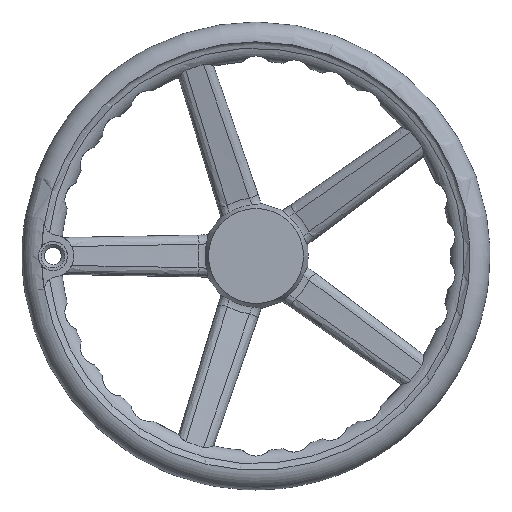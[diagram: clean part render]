
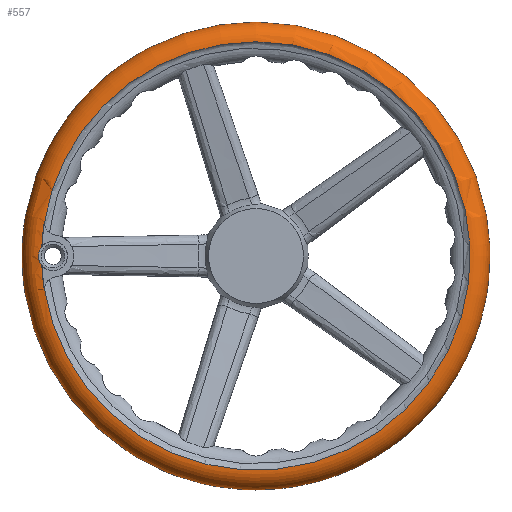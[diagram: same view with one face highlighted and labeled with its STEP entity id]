
A CAD part, left-side view. The second image highlights one B-rep face of the part: STEP entity #557.
In plain terms, the highlighted toroidal (fillet/blend) face has major radius 162.362 mm and minor radius 15 mm.
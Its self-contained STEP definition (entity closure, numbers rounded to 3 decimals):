
#557=ADVANCED_FACE('',(#937,#938),#718,.T.);
#718=TOROIDAL_SURFACE('',#2883,162.362,15.);
#733=B_SPLINE_CURVE_WITH_KNOTS('',3,(#3772,#3773,#3774,#3775),.UNSPECIFIED.,
.F.,.F.,(4,4),(0.,1.),.UNSPECIFIED.);
#734=B_SPLINE_CURVE_WITH_KNOTS('',3,(#3779,#3780,#3781,#3782,#3783,#3784),
.UNSPECIFIED.,.F.,.F.,(4,2,4),(0.,0.5,1.),.UNSPECIFIED.);
#735=B_SPLINE_CURVE_WITH_KNOTS('',3,(#3788,#3789,#3790,#3791),.UNSPECIFIED.,
.F.,.F.,(4,4),(0.,1.),.UNSPECIFIED.);
#937=FACE_BOUND('',#963,.T.);
#938=FACE_BOUND('',#964,.T.);
#963=EDGE_LOOP('',(#1143));
#964=EDGE_LOOP('',(#1144,#1145,#1146,#1147,#1148,#1149,#1150,#1151,#1152,
#1153,#1154,#1155));
#1143=ORIENTED_EDGE('',*,*,#2290,.T.);
#1144=ORIENTED_EDGE('',*,*,#2291,.F.);
#1145=ORIENTED_EDGE('',*,*,#2292,.T.);
#1146=ORIENTED_EDGE('',*,*,#2293,.T.);
#1147=ORIENTED_EDGE('',*,*,#2294,.T.);
#1148=ORIENTED_EDGE('',*,*,#2295,.T.);
#1149=ORIENTED_EDGE('',*,*,#2296,.T.);
#1150=ORIENTED_EDGE('',*,*,#2297,.T.);
#1151=ORIENTED_EDGE('',*,*,#2298,.T.);
#1152=ORIENTED_EDGE('',*,*,#2299,.T.);
#1153=ORIENTED_EDGE('',*,*,#2300,.T.);
#1154=ORIENTED_EDGE('',*,*,#2301,.F.);
#1155=ORIENTED_EDGE('',*,*,#2302,.F.);
#2009=VERTEX_POINT('',#3764);
#2010=VERTEX_POINT('',#3766);
#2011=VERTEX_POINT('',#3767);
#2012=VERTEX_POINT('',#3769);
#2013=VERTEX_POINT('',#3771);
#2014=VERTEX_POINT('',#3776);
#2015=VERTEX_POINT('',#3778);
#2016=VERTEX_POINT('',#3785);
#2017=VERTEX_POINT('',#3787);
#2018=VERTEX_POINT('',#3792);
#2019=VERTEX_POINT('',#3794);
#2020=VERTEX_POINT('',#3796);
#2021=VERTEX_POINT('',#3798);
#2290=EDGE_CURVE('',#2009,#2009,#2723,.T.);
#2291=EDGE_CURVE('',#2010,#2011,#2724,.T.);
#2292=EDGE_CURVE('',#2010,#2012,#2725,.T.);
#2293=EDGE_CURVE('',#2012,#2013,#2726,.T.);
#2294=EDGE_CURVE('',#2013,#2014,#733,.T.);
#2295=EDGE_CURVE('',#2014,#2015,#2727,.T.);
#2296=EDGE_CURVE('',#2015,#2016,#734,.T.);
#2297=EDGE_CURVE('',#2016,#2017,#2728,.T.);
#2298=EDGE_CURVE('',#2017,#2018,#735,.T.);
#2299=EDGE_CURVE('',#2018,#2019,#2729,.T.);
#2300=EDGE_CURVE('',#2019,#2020,#2730,.T.);
#2301=EDGE_CURVE('',#2021,#2020,#2731,.T.);
#2302=EDGE_CURVE('',#2011,#2021,#2732,.T.);
#2723=CIRCLE('',#2873,162.362);
#2724=CIRCLE('',#2874,162.348);
#2725=CIRCLE('',#2875,11.05);
#2726=CIRCLE('',#2876,162.362);
#2727=CIRCLE('',#2877,162.5);
#2728=CIRCLE('',#2878,162.5);
#2729=CIRCLE('',#2879,162.362);
#2730=CIRCLE('',#2880,11.05);
#2731=CIRCLE('',#2881,162.348);
#2732=CIRCLE('',#2882,162.348);
#2873=AXIS2_PLACEMENT_3D('',#3763,#3144,#3145);
#2874=AXIS2_PLACEMENT_3D('',#3765,#3146,#3147);
#2875=AXIS2_PLACEMENT_3D('',#3768,#3148,#3149);
#2876=AXIS2_PLACEMENT_3D('',#3770,#3150,#3151);
#2877=AXIS2_PLACEMENT_3D('',#3777,#3152,#3153);
#2878=AXIS2_PLACEMENT_3D('',#3786,#3154,#3155);
#2879=AXIS2_PLACEMENT_3D('',#3793,#3156,#3157);
#2880=AXIS2_PLACEMENT_3D('',#3795,#3158,#3159);
#2881=AXIS2_PLACEMENT_3D('',#3797,#3160,#3161);
#2882=AXIS2_PLACEMENT_3D('',#3799,#3162,#3163);
#2883=AXIS2_PLACEMENT_3D('',#3800,#3164,#3165);
#3144=DIRECTION('',(-1.,0.,0.));
#3145=DIRECTION('',(0.,0.,1.));
#3146=DIRECTION('',(-1.,0.,0.));
#3147=DIRECTION('',(0.,0.,1.));
#3148=DIRECTION('',(1.,0.,0.));
#3149=DIRECTION('',(0.,0.,-1.));
#3150=DIRECTION('',(-1.,0.,0.));
#3151=DIRECTION('',(0.,0.,1.));
#3152=DIRECTION('',(1.,0.,0.));
#3153=DIRECTION('',(0.,0.,-1.));
#3154=DIRECTION('',(1.,0.,0.));
#3155=DIRECTION('',(0.,0.,-1.));
#3156=DIRECTION('',(-1.,0.,0.));
#3157=DIRECTION('',(0.,0.,1.));
#3158=DIRECTION('',(1.,0.,0.));
#3159=DIRECTION('',(0.,0.,-1.));
#3160=DIRECTION('',(-1.,0.,0.));
#3161=DIRECTION('',(0.,0.,1.));
#3162=DIRECTION('',(-1.,0.,0.));
#3163=DIRECTION('',(0.,0.,1.));
#3164=DIRECTION('',(-1.,0.,0.));
#3165=DIRECTION('',(0.,0.,1.));
#3763=CARTESIAN_POINT('',(706.441,327.863,0.));
#3764=CARTESIAN_POINT('',(706.441,327.863,162.362));
#3765=CARTESIAN_POINT('',(676.441,327.863,0.));
#3766=CARTESIAN_POINT('',(676.441,490.045,-7.336));
#3767=CARTESIAN_POINT('',(676.441,488.32,-24.707));
#3768=CARTESIAN_POINT('',(676.441,481.781,0.));
#3769=CARTESIAN_POINT('',(676.441,490.06,-7.319));
#3770=CARTESIAN_POINT('',(676.441,327.863,0.));
#3771=CARTESIAN_POINT('',(676.441,488.324,-24.769));
#3772=CARTESIAN_POINT('',(676.441,488.324,-24.769));
#3773=CARTESIAN_POINT('',(676.441,488.342,-25.012));
#3774=CARTESIAN_POINT('',(676.441,488.351,-25.255));
#3775=CARTESIAN_POINT('',(676.441,488.35,-25.5));
#3776=CARTESIAN_POINT('',(676.441,488.35,-25.5));
#3777=CARTESIAN_POINT('',(676.441,327.863,0.));
#3778=CARTESIAN_POINT('',(676.441,490.206,-7.151));
#3779=CARTESIAN_POINT('',(676.441,490.206,-7.151));
#3780=CARTESIAN_POINT('',(676.456,491.892,-5.164));
#3781=CARTESIAN_POINT('',(676.669,492.832,-2.603));
#3782=CARTESIAN_POINT('',(676.669,492.83,2.61));
#3783=CARTESIAN_POINT('',(676.456,491.884,5.173));
#3784=CARTESIAN_POINT('',(676.441,490.206,7.151));
#3785=CARTESIAN_POINT('',(676.441,490.206,7.151));
#3786=CARTESIAN_POINT('',(676.441,327.863,0.));
#3787=CARTESIAN_POINT('',(676.441,488.35,25.5));
#3788=CARTESIAN_POINT('',(676.441,488.35,25.5));
#3789=CARTESIAN_POINT('',(676.441,488.351,25.255));
#3790=CARTESIAN_POINT('',(676.441,488.342,25.011));
#3791=CARTESIAN_POINT('',(676.441,488.324,24.769));
#3792=CARTESIAN_POINT('',(676.441,488.324,24.769));
#3793=CARTESIAN_POINT('',(676.441,327.863,0.));
#3794=CARTESIAN_POINT('',(676.441,490.06,7.319));
#3795=CARTESIAN_POINT('',(676.441,481.781,0.));
#3796=CARTESIAN_POINT('',(676.441,490.045,7.336));
#3797=CARTESIAN_POINT('',(676.441,327.863,0.));
#3798=CARTESIAN_POINT('',(676.441,488.32,24.707));
#3799=CARTESIAN_POINT('',(676.441,327.863,0.));
#3800=CARTESIAN_POINT('',(691.441,327.863,0.));
